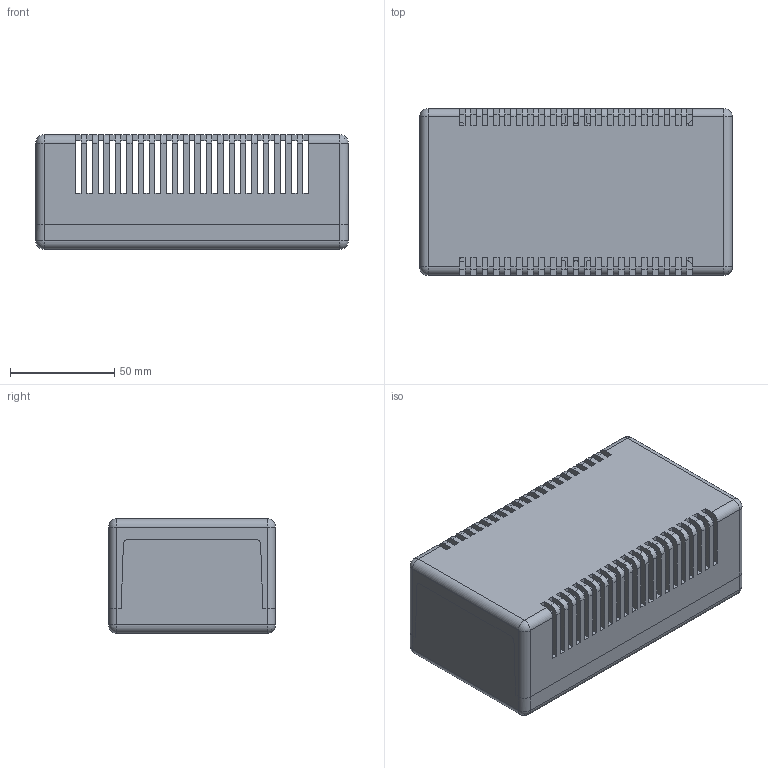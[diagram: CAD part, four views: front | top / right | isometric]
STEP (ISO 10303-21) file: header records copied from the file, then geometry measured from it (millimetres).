
FILE_DESCRIPTION((''),'2;1');
FILE_NAME('0501102200-MBPO_158055 LÜ So.stp','2016-01-26T15:21:57',('robin.rentz'),(''),'Autodesk Inventor 2012','Autodesk Inventor 2012','');
FILE_SCHEMA(('AUTOMOTIVE_DESIGN { 1 2 10303 214 0 1 1 1 }'));
Length unit declared in the file: millimetre
Products named in the file (3): 0501102200-MBPO_158055 LÜ So; 0501100702-UT_158055-80; 0501102201-OT_158055 LÜ-So
Assembly tree (2 placements, depth 2):
  0501102200-MBPO_158055 LÜ So
    0501100702-UT_158055-80
    0501102201-OT_158055 LÜ-So
Bounding box: 150 x 80 x 55 mm (x, y, z)
Volume: 130071.4 mm3; surface area: 105494.3 mm2
Topology: 2 solids, 2 shells, 524 faces, 1616 edges, 1040 vertices
Faces by surface type: plane 362, cylinder 122, cone 32, sphere 8
Full cylindrical faces by diameter (mm): 2.4 x4, 4.2 x4, 4.5 x4, 6.4 x4, 8 x12, 10 x4
Entity records: 17763 total; most frequent: ORIENTED_EDGE 3140, CARTESIAN_POINT 3127, DIRECTION 2912, EDGE_CURVE 1570, VECTOR 1286, LINE 1286, VERTEX_POINT 1028, AXIS2_PLACEMENT_3D 813
